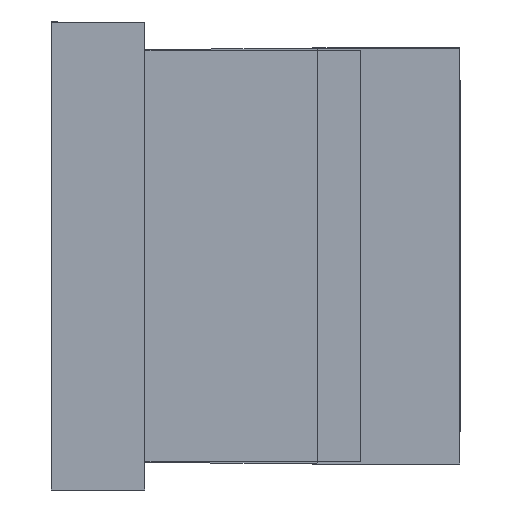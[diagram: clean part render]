
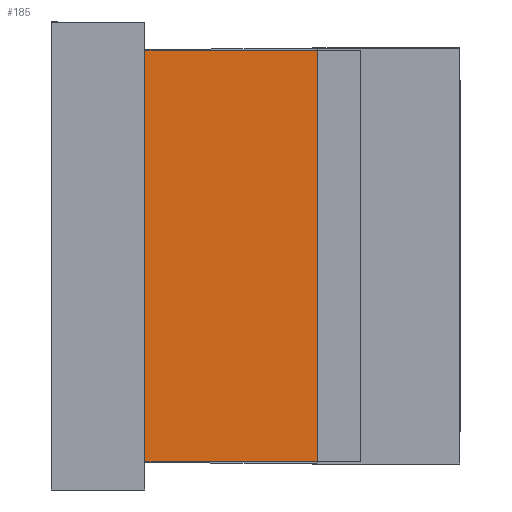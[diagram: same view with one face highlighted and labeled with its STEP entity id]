
A CAD part, left-side view. The second image highlights one B-rep face of the part: STEP entity #185.
In plain terms, the highlighted face is planar.
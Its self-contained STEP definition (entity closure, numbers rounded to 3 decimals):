
#63 = CARTESIAN_POINT ( 'NONE',  ( 42.3, -19.8, 29.75 ) ) ;
#147 = VERTEX_POINT ( 'NONE', #3056 ) ;
#185 = ADVANCED_FACE ( 'NONE', ( #1828 ), #1145, .F. ) ;
#247 = DIRECTION ( 'NONE',  ( -1., 0., 0. ) ) ;
#258 = DIRECTION ( 'NONE',  ( 0., 0., -1. ) ) ;
#290 = CARTESIAN_POINT ( 'NONE',  ( 42.3, -19.8, 29.75 ) ) ;
#1028 = DIRECTION ( 'NONE',  ( 0., 1., 0. ) ) ;
#1047 = ORIENTED_EDGE ( 'NONE', *, *, #2878, .F. ) ;
#1074 = ORIENTED_EDGE ( 'NONE', *, *, #4871, .T. ) ;
#1137 = VECTOR ( 'NONE', #4356, 1000. ) ;
#1138 = LINE ( 'NONE', #290, #1137 ) ;
#1145 = PLANE ( 'NONE',  #1235 ) ;
#1235 = AXIS2_PLACEMENT_3D ( 'NONE', #1481, #247, #3533 ) ;
#1277 = CARTESIAN_POINT ( 'NONE',  ( 42.3, 19.8, 29.75 ) ) ;
#1326 = LINE ( 'NONE', #1277, #1885 ) ;
#1398 = EDGE_CURVE ( 'NONE', #147, #3909, #2555, .T. ) ;
#1481 = CARTESIAN_POINT ( 'NONE',  ( 42.3, -19.8, 29.75 ) ) ;
#1535 = VECTOR ( 'NONE', #258, 1000. ) ;
#1828 = FACE_OUTER_BOUND ( 'NONE', #2308, .T. ) ;
#1885 = VECTOR ( 'NONE', #4918, 1000. ) ;
#2116 = VECTOR ( 'NONE', #1028, 1000. ) ;
#2176 = CARTESIAN_POINT ( 'NONE',  ( 42.3, -19.8, 29.75 ) ) ;
#2308 = EDGE_LOOP ( 'NONE', ( #3958, #1047, #4333, #1074 ) ) ;
#2444 = CARTESIAN_POINT ( 'NONE',  ( 42.3, 19.8, 29.75 ) ) ;
#2555 = LINE ( 'NONE', #5007, #2116 ) ;
#2854 = VERTEX_POINT ( 'NONE', #63 ) ;
#2878 = EDGE_CURVE ( 'NONE', #5159, #3909, #1326, .T. ) ;
#3044 = CARTESIAN_POINT ( 'NONE',  ( 42.3, 19.8, 9. ) ) ;
#3056 = CARTESIAN_POINT ( 'NONE',  ( 42.3, -19.8, 9. ) ) ;
#3450 = EDGE_CURVE ( 'NONE', #2854, #5159, #1138, .T. ) ;
#3533 = DIRECTION ( 'NONE',  ( 0., 0., 1. ) ) ;
#3833 = LINE ( 'NONE', #2176, #1535 ) ;
#3909 = VERTEX_POINT ( 'NONE', #3044 ) ;
#3958 = ORIENTED_EDGE ( 'NONE', *, *, #1398, .T. ) ;
#4333 = ORIENTED_EDGE ( 'NONE', *, *, #3450, .F. ) ;
#4356 = DIRECTION ( 'NONE',  ( 0., 1., 0. ) ) ;
#4871 = EDGE_CURVE ( 'NONE', #2854, #147, #3833, .T. ) ;
#4918 = DIRECTION ( 'NONE',  ( 0., 0., -1. ) ) ;
#5007 = CARTESIAN_POINT ( 'NONE',  ( 42.3, -19.8, 9. ) ) ;
#5159 = VERTEX_POINT ( 'NONE', #2444 ) ;
